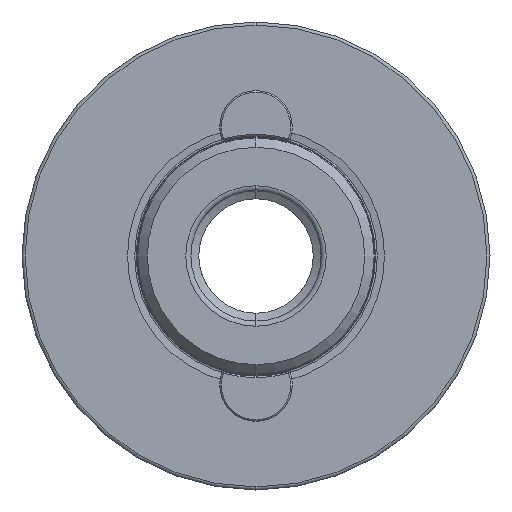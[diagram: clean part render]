
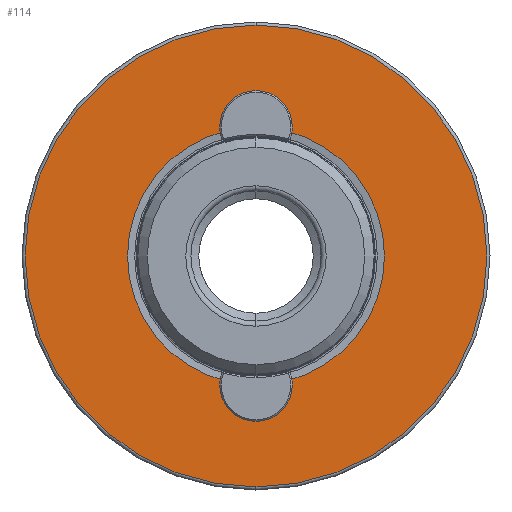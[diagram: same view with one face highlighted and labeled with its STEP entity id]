
A CAD part, left-side view. The second image highlights one B-rep face of the part: STEP entity #114.
In plain terms, the highlighted planar face has unit normal (-1, 0, 0).
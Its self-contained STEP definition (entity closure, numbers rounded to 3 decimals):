
#40 = EDGE_CURVE ( 'NONE', #5364, #2511, #4198, .T. ) ;
#46 = CARTESIAN_POINT ( 'NONE',  ( 0., 0., 31.5 ) ) ;
#114 = ADVANCED_FACE ( 'NONE', ( #2860, #5296 ), #591, .F. ) ;
#133 = ORIENTED_EDGE ( 'NONE', *, *, #4009, .T. ) ;
#205 = CARTESIAN_POINT ( 'NONE',  ( 0., 1.135, 24.689 ) ) ;
#215 = EDGE_CURVE ( 'NONE', #1718, #3901, #1400, .T. ) ;
#233 = DIRECTION ( 'NONE',  ( -1., 0., 0. ) ) ;
#310 = DIRECTION ( 'NONE',  ( 0., 0., -1. ) ) ;
#463 = EDGE_CURVE ( 'NONE', #4275, #5801, #1598, .T. ) ;
#591 = PLANE ( 'NONE',  #4401 ) ;
#840 = AXIS2_PLACEMENT_3D ( 'NONE', #1657, #4821, #2113 ) ;
#955 = ORIENTED_EDGE ( 'NONE', *, *, #1582, .F. ) ;
#1145 = CARTESIAN_POINT ( 'NONE',  ( 0., 0., 0. ) ) ;
#1169 = DIRECTION ( 'NONE',  ( -1., 0., 0. ) ) ;
#1217 = CIRCLE ( 'NONE', #3073, 3.5 ) ;
#1267 = DIRECTION ( 'NONE',  ( 0., 0., -1. ) ) ;
#1400 = CIRCLE ( 'NONE', #5331, 24.715 ) ;
#1499 = DIRECTION ( 'NONE',  ( -1., 0., 0. ) ) ;
#1558 = EDGE_CURVE ( 'NONE', #4528, #4973, #4988, .T. ) ;
#1582 = EDGE_CURVE ( 'NONE', #4275, #5364, #3914, .T. ) ;
#1583 = DIRECTION ( 'NONE',  ( 0., 0., 1. ) ) ;
#1598 = CIRCLE ( 'NONE', #3974, 3.5 ) ;
#1606 = ORIENTED_EDGE ( 'NONE', *, *, #1558, .T. ) ;
#1642 = CARTESIAN_POINT ( 'NONE',  ( 0., 0., 0. ) ) ;
#1657 = CARTESIAN_POINT ( 'NONE',  ( 0., 0., -28. ) ) ;
#1685 = AXIS2_PLACEMENT_3D ( 'NONE', #4311, #1169, #3847 ) ;
#1718 = VERTEX_POINT ( 'NONE', #3904 ) ;
#1881 = EDGE_LOOP ( 'NONE', ( #955, #3987, #2901, #2234, #4927, #2907 ) ) ;
#1915 = DIRECTION ( 'NONE',  ( 1., 0., 0. ) ) ;
#1970 = CARTESIAN_POINT ( 'NONE',  ( 0., -1.135, 24.689 ) ) ;
#2094 = DIRECTION ( 'NONE',  ( 0., 0., 1. ) ) ;
#2113 = DIRECTION ( 'NONE',  ( 0., 0., 1. ) ) ;
#2184 = AXIS2_PLACEMENT_3D ( 'NONE', #1642, #4808, #2094 ) ;
#2234 = ORIENTED_EDGE ( 'NONE', *, *, #215, .F. ) ;
#2503 = EDGE_CURVE ( 'NONE', #2511, #1718, #5549, .T. ) ;
#2511 = VERTEX_POINT ( 'NONE', #5717 ) ;
#2814 = CARTESIAN_POINT ( 'NONE',  ( 0., 0., -24.715 ) ) ;
#2860 = FACE_BOUND ( 'NONE', #1881, .T. ) ;
#2901 = ORIENTED_EDGE ( 'NONE', *, *, #5119, .T. ) ;
#2907 = ORIENTED_EDGE ( 'NONE', *, *, #40, .F. ) ;
#2918 = CARTESIAN_POINT ( 'NONE',  ( 0., 0., 0. ) ) ;
#2993 = DIRECTION ( 'NONE',  ( 1., 0., 0. ) ) ;
#3048 = CIRCLE ( 'NONE', #2184, 44.4 ) ;
#3073 = AXIS2_PLACEMENT_3D ( 'NONE', #5713, #2993, #310 ) ;
#3375 = DIRECTION ( 'NONE',  ( 0., 0., 1. ) ) ;
#3738 = CARTESIAN_POINT ( 'NONE',  ( 0., 0., 0. ) ) ;
#3847 = DIRECTION ( 'NONE',  ( 0., 0., 1. ) ) ;
#3901 = VERTEX_POINT ( 'NONE', #1970 ) ;
#3904 = CARTESIAN_POINT ( 'NONE',  ( 0., -1.135, -24.689 ) ) ;
#3914 = CIRCLE ( 'NONE', #5790, 24.715 ) ;
#3974 = AXIS2_PLACEMENT_3D ( 'NONE', #4651, #4871, #1267 ) ;
#3986 = CARTESIAN_POINT ( 'NONE',  ( 0., 1.135, -24.689 ) ) ;
#3987 = ORIENTED_EDGE ( 'NONE', *, *, #463, .T. ) ;
#4009 = EDGE_CURVE ( 'NONE', #4973, #4528, #3048, .T. ) ;
#4198 = CIRCLE ( 'NONE', #1685, 3.5 ) ;
#4213 = EDGE_LOOP ( 'NONE', ( #1606, #133 ) ) ;
#4275 = VERTEX_POINT ( 'NONE', #205 ) ;
#4285 = DIRECTION ( 'NONE',  ( -1., 0., 0. ) ) ;
#4311 = CARTESIAN_POINT ( 'NONE',  ( 0., 0., -28. ) ) ;
#4401 = AXIS2_PLACEMENT_3D ( 'NONE', #2814, #1915, #4616 ) ;
#4528 = VERTEX_POINT ( 'NONE', #5091 ) ;
#4541 = CARTESIAN_POINT ( 'NONE',  ( 0., 0., -44.4 ) ) ;
#4616 = DIRECTION ( 'NONE',  ( 0., 0., -1. ) ) ;
#4651 = CARTESIAN_POINT ( 'NONE',  ( 0., 0., 28. ) ) ;
#4808 = DIRECTION ( 'NONE',  ( -1., 0., 0. ) ) ;
#4821 = DIRECTION ( 'NONE',  ( -1., 0., 0. ) ) ;
#4871 = DIRECTION ( 'NONE',  ( 1., 0., 0. ) ) ;
#4927 = ORIENTED_EDGE ( 'NONE', *, *, #2503, .F. ) ;
#4973 = VERTEX_POINT ( 'NONE', #4541 ) ;
#4988 = CIRCLE ( 'NONE', #5471, 44.4 ) ;
#5091 = CARTESIAN_POINT ( 'NONE',  ( 0., 0., 44.4 ) ) ;
#5119 = EDGE_CURVE ( 'NONE', #5801, #3901, #1217, .T. ) ;
#5296 = FACE_OUTER_BOUND ( 'NONE', #4213, .T. ) ;
#5331 = AXIS2_PLACEMENT_3D ( 'NONE', #3738, #1499, #5766 ) ;
#5364 = VERTEX_POINT ( 'NONE', #3986 ) ;
#5471 = AXIS2_PLACEMENT_3D ( 'NONE', #2918, #233, #3375 ) ;
#5549 = CIRCLE ( 'NONE', #840, 3.5 ) ;
#5713 = CARTESIAN_POINT ( 'NONE',  ( 0., 0., 28. ) ) ;
#5717 = CARTESIAN_POINT ( 'NONE',  ( 0., 0., -31.5 ) ) ;
#5766 = DIRECTION ( 'NONE',  ( 0., 0., 1. ) ) ;
#5790 = AXIS2_PLACEMENT_3D ( 'NONE', #1145, #4285, #1583 ) ;
#5801 = VERTEX_POINT ( 'NONE', #46 ) ;
